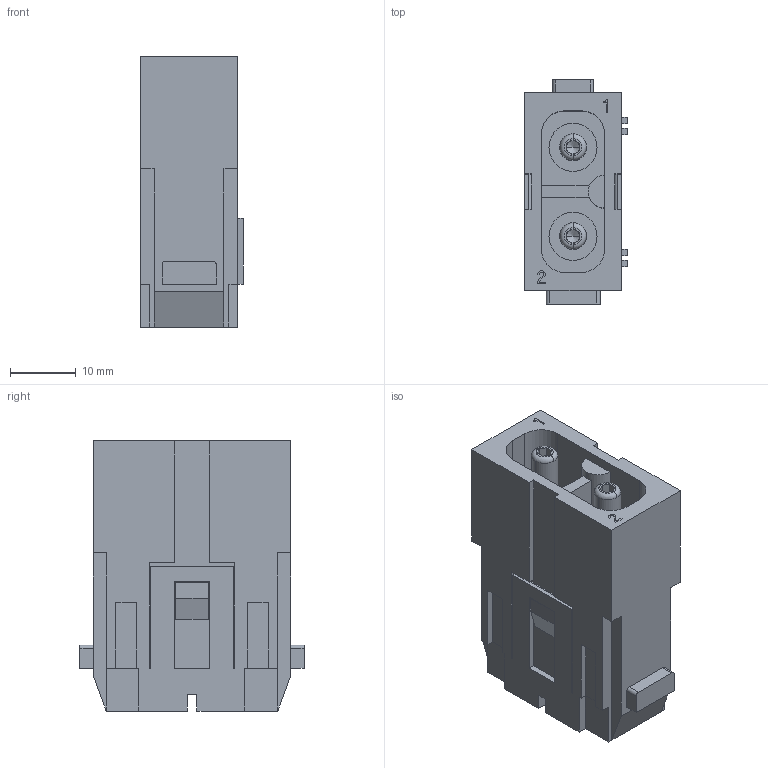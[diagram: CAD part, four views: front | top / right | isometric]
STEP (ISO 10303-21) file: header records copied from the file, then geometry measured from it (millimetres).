
FILE_DESCRIPTION(('CoCreate Modeling STEP Export'),'2;1');
FILE_NAME('CX 02 4BM.stp','2009-04-02T14:20:40',(''),(''),'CoCreate Modeling STEP processor for AP214 (Solid Model)','CoCreate Modeling 16.00A 16-Aug-2008 (C) Parametric Technology GmbH','');
FILE_SCHEMA(('AUTOMOTIVE_DESIGN { 1 0 10303 214 1 1 1 1 }'));
Length unit declared in the file: millimetre
Products named in the file (2): CX_02_4BM
Assembly tree (1 placements, depth 2):
  CX_02_4BM
    CX_02_4BM
Bounding box: 15.6 x 34 x 41 mm (x, y, z)
Volume: 12327.3 mm3; surface area: 9010.4 mm2
Topology: 1 solids, 4 shells, 509 faces, 1369 edges, 889 vertices
Faces by surface type: plane 379, cylinder 79, cone 26, torus 12, extrusion 9, sphere 4
Entity records: 17861 total; most frequent: CARTESIAN_POINT 3035, ORIENTED_EDGE 2722, DIRECTION 2189, EDGE_CURVE 1361, VECTOR 1097, LINE 1088, VERTEX_POINT 889, AXIS2_PLACEMENT_3D 546
